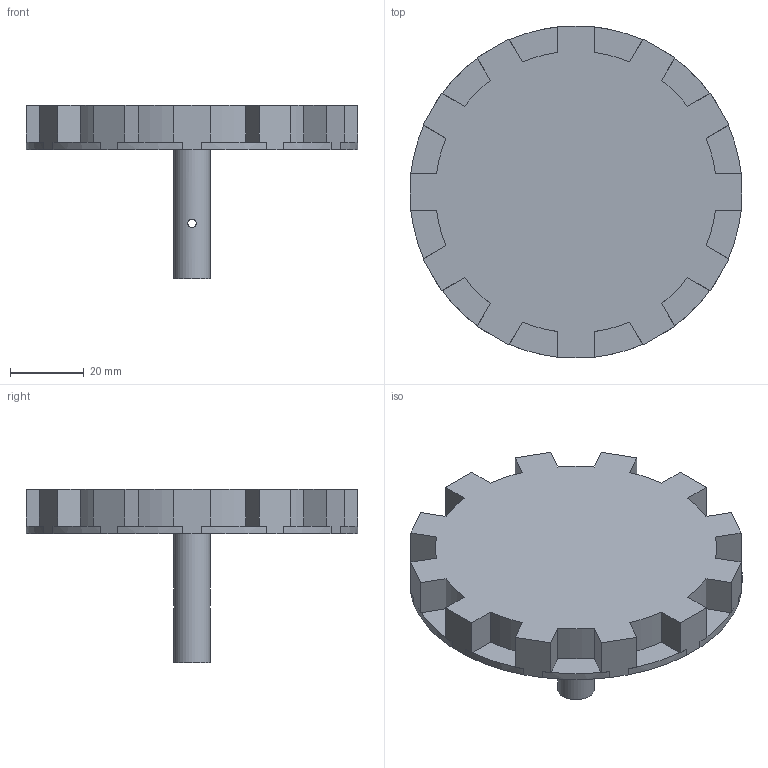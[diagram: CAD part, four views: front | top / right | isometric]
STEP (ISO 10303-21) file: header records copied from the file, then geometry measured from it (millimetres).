
FILE_DESCRIPTION(/* description */ (''),/* implementation_level */ '2;1');
FILE_NAME(/* name */ 'Escapement_gear v1.step',/* time_stamp */ '2024-10-30T01:20:00+05:30',/* author */ (''),/* organization */ (''),/* preprocessor_version */ 'ST-DEVELOPER v20',/* originating_system */ 'Autodesk Translation Framework v13.20.0.188',/* authorisation */ '');
FILE_SCHEMA (('AUTOMOTIVE_DESIGN { 1 0 10303 214 3 1 1 }'));
Length unit declared in the file: millimetre
Products named in the file (1): Escapement_gear
Bounding box: 90 x 90 x 47 mm (x, y, z)
Volume: 68492.6 mm3; surface area: 19252.3 mm2
Topology: 1 solids, 1 shells, 104 faces, 280 edges, 180 vertices
Faces by surface type: plane 76, cylinder 28
Full cylindrical faces by diameter (mm): 2.3 x2, 6.3 x1, 10 x1
Entity records: 3401 total; most frequent: CARTESIAN_POINT 701, ORIENTED_EDGE 560, DIRECTION 558, EDGE_CURVE 280, LINE 196, VECTOR 196, AXIS2_PLACEMENT_3D 181, VERTEX_POINT 180
